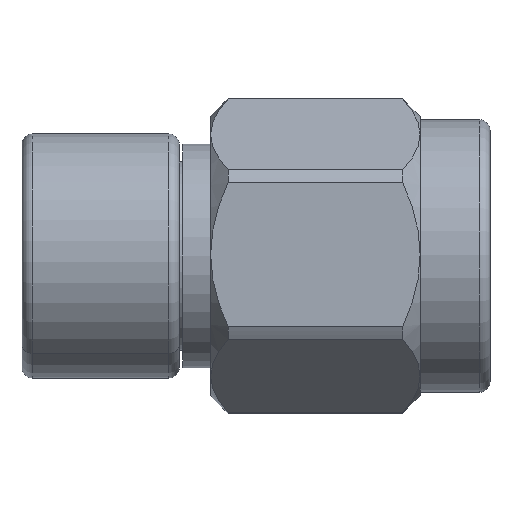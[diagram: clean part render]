
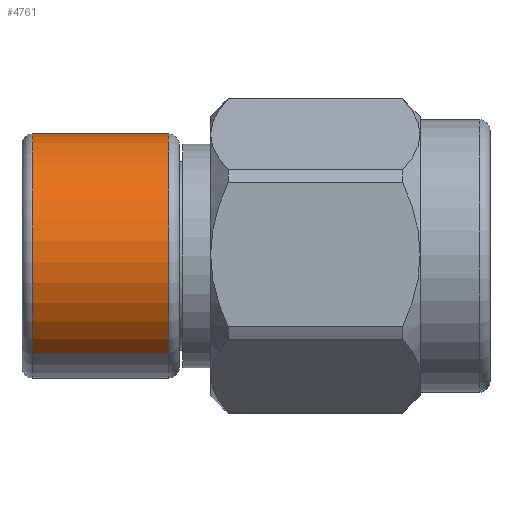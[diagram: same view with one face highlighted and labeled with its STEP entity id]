
A CAD part, left-side view. The second image highlights one B-rep face of the part: STEP entity #4761.
In plain terms, the highlighted cylindrical face has radius 3.5 mm (diameter 7 mm), a partial arc.
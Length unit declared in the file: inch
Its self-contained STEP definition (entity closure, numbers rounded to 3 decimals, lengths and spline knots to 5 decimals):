
#19 = VECTOR ( 'NONE', #3934, 39.37008 ) ;
#232 = ORIENTED_EDGE ( 'NONE', *, *, #2557, .T. ) ;
#236 = CARTESIAN_POINT ( 'NONE',  ( 0., 0.24409, 0. ) ) ;
#378 = CARTESIAN_POINT ( 'NONE',  ( -0.08343, 0.24409, -0.10967 ) ) ;
#599 = DIRECTION ( 'NONE',  ( -0.605, 0., -0.796 ) ) ;
#683 = VERTEX_POINT ( 'NONE', #4375 ) ;
#773 = VERTEX_POINT ( 'NONE', #1136 ) ;
#951 = DIRECTION ( 'NONE',  ( 0., -1., 0. ) ) ;
#1030 = CARTESIAN_POINT ( 'NONE',  ( 0., 0.40945, 0. ) ) ;
#1113 = FACE_OUTER_BOUND ( 'NONE', #3756, .T. ) ;
#1136 = CARTESIAN_POINT ( 'NONE',  ( 0.08343, 0.40945, 0.10967 ) ) ;
#1411 = AXIS2_PLACEMENT_3D ( 'NONE', #236, #1474, #599 ) ;
#1474 = DIRECTION ( 'NONE',  ( 0., 1., 0. ) ) ;
#1489 = CARTESIAN_POINT ( 'NONE',  ( 0., 0.25591, 0. ) ) ;
#1916 = DIRECTION ( 'NONE',  ( 0., 1., 0. ) ) ;
#2423 = ORIENTED_EDGE ( 'NONE', *, *, #3677, .F. ) ;
#2468 = CARTESIAN_POINT ( 'NONE',  ( 0.08343, 0.24409, 0.10967 ) ) ;
#2557 = EDGE_CURVE ( 'NONE', #2704, #773, #4143, .T. ) ;
#2704 = VERTEX_POINT ( 'NONE', #5246 ) ;
#2723 = DIRECTION ( 'NONE',  ( 0.605, 0., 0.796 ) ) ;
#2820 = DIRECTION ( 'NONE',  ( 0.605, 0., 0.796 ) ) ;
#3022 = VERTEX_POINT ( 'NONE', #3575 ) ;
#3023 = AXIS2_PLACEMENT_3D ( 'NONE', #1489, #3612, #2820 ) ;
#3301 = CIRCLE ( 'NONE', #3023, 0.1378 ) ;
#3357 = CIRCLE ( 'NONE', #4755, 0.1378 ) ;
#3426 = ORIENTED_EDGE ( 'NONE', *, *, #4048, .T. ) ;
#3575 = CARTESIAN_POINT ( 'NONE',  ( -0.08343, 0.25591, -0.10967 ) ) ;
#3612 = DIRECTION ( 'NONE',  ( 0., 1., 0. ) ) ;
#3677 = EDGE_CURVE ( 'NONE', #3022, #683, #5641, .T. ) ;
#3756 = EDGE_LOOP ( 'NONE', ( #3426, #232, #4511, #2423 ) ) ;
#3934 = DIRECTION ( 'NONE',  ( 0., 1., 0. ) ) ;
#4048 = EDGE_CURVE ( 'NONE', #3022, #2704, #3301, .T. ) ;
#4143 = LINE ( 'NONE', #2468, #5280 ) ;
#4375 = CARTESIAN_POINT ( 'NONE',  ( -0.08343, 0.40945, -0.10967 ) ) ;
#4437 = EDGE_CURVE ( 'NONE', #773, #683, #3357, .T. ) ;
#4511 = ORIENTED_EDGE ( 'NONE', *, *, #4437, .T. ) ;
#4755 = AXIS2_PLACEMENT_3D ( 'NONE', #1030, #951, #2723 ) ;
#4761 = ADVANCED_FACE ( 'NONE', ( #1113 ), #5091, .T. ) ;
#5091 = CYLINDRICAL_SURFACE ( 'NONE', #1411, 0.1378 ) ;
#5246 = CARTESIAN_POINT ( 'NONE',  ( 0.08343, 0.25591, 0.10967 ) ) ;
#5280 = VECTOR ( 'NONE', #1916, 39.37008 ) ;
#5641 = LINE ( 'NONE', #378, #19 ) ;
